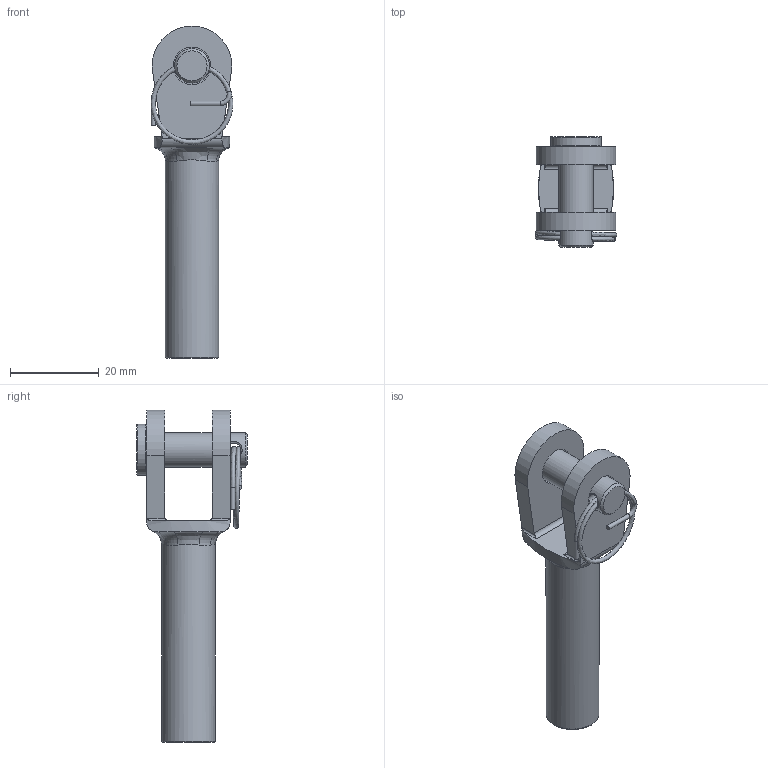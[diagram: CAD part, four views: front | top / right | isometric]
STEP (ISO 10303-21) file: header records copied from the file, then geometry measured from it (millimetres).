
FILE_DESCRIPTION (( 'STEP AP203' ), '1' );
FILE_NAME ('100050008.step', '2024-11-28T07:42:05', ( '' ), ( '' ), 'SwSTEP 2.0', 'SolidWorks 2018', '' );
FILE_SCHEMA (( 'CONFIG_CONTROL_DESIGN' ));
Length unit declared in the file: millimetre
Products named in the file (4): 10005000X Teil2_100050008 Teil2; 10005000X Teil3_100050008 Teil3; 10005000X Teil1_100050008 Teil1; 100050008
Assembly tree (3 placements, depth 2):
  100050008
    10005000X Teil1_100050008 Teil1
    10005000X Teil2_100050008 Teil2
    10005000X Teil3_100050008 Teil3
Bounding box: 18.5 x 25 x 75 mm (x, y, z)
Volume: 8729.2 mm3; surface area: 6327.6 mm2
Topology: 3 solids, 3 shells, 285 faces, 763 edges, 496 vertices
Faces by surface type: bspline 135, plane 85, cylinder 55, torus 7, cone 3
Full cylindrical faces by diameter (mm): 1 x2, 3 x1, 6.8 x1, 7.8 x1, 8.5 x2, 11.5 x1, 12 x1
Entity records: 16975 total; most frequent: CARTESIAN_POINT 10771, ORIENTED_EDGE 1384, DIRECTION 813, EDGE_CURVE 692, VERTEX_POINT 467, EDGE_LOOP 333, FACE_OUTER_BOUND 295, VECTOR 285
